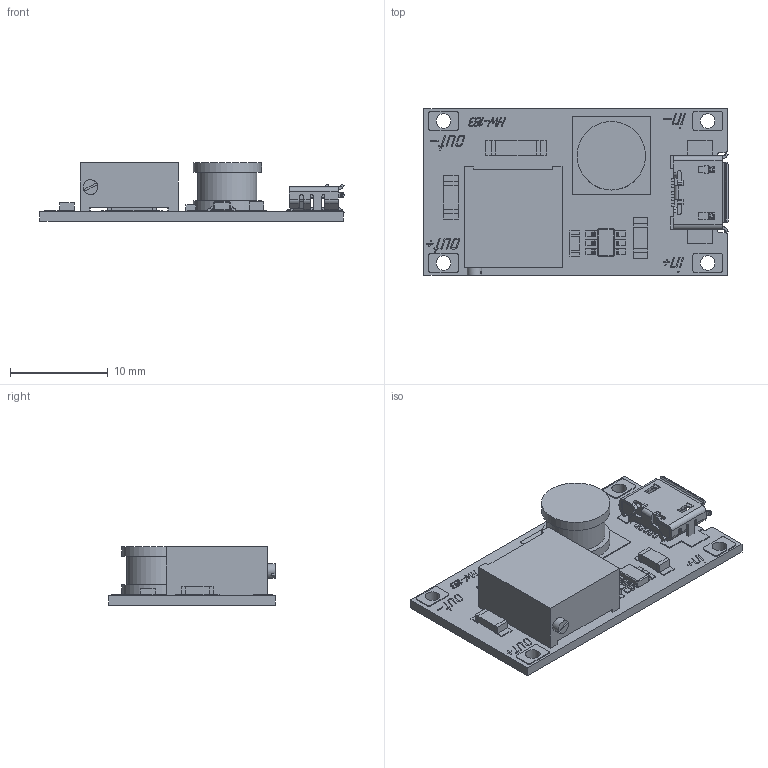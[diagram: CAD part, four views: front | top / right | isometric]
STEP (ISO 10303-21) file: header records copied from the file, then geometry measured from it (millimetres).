
FILE_DESCRIPTION(('STEP AP203'), '1');
FILE_NAME('hw-183', '2022-06-14T05:08:38', ('Michael'), (''), 'ASCON STEP Converter 1.6', 'ASCON Math Kernel', '');
FILE_SCHEMA(('CONFIG_CONTROL_DESIGN'));
Length unit declared in the file: millimetre
Products named in the file (2): Micro USB-B Female 5Pin SMD
Assembly tree (1 placements, depth 2):
  (unnamed)
    Micro USB-B Female 5Pin SMD
Bounding box: 31.08 x 17 x 6 mm (x, y, z)
Volume: 1218.1 mm3; surface area: 2067.7 mm2
Topology: 22 solids, 22 shells, 2055 faces, 5888 edges, 3908 vertices
Faces by surface type: plane 1656, cylinder 390, bspline 5, torus 4
Full cylindrical faces by diameter (mm): 1.5 x5, 6 x1, 7 x2
Entity records: 83390 total; most frequent: CARTESIAN_POINT 12194, ORIENTED_EDGE 11760, DIRECTION 10736, EDGE_CURVE 5880, LINE 5060, VECTOR 5060, VERTEX_POINT 3908, AXIS2_PLACEMENT_3D 2838
